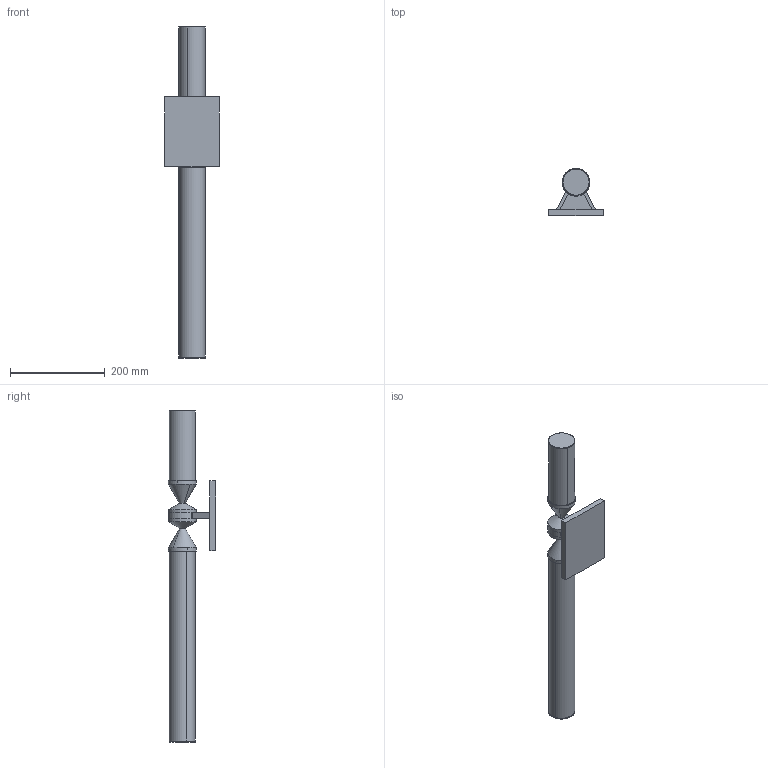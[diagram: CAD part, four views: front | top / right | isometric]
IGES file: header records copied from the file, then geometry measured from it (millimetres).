
Start section: SolidWorks IGES file using analytic representation for surfaces
Global section: file name: CASLS2 - Castle Sconce 02.IGS; native system: SolidWorks 2022; preprocessor: SolidWorks 2022; author: Tyler Hayes; date: 240208.151335; units: inch
Bounding box: 114.3 x 99.19 x 699.77 mm (x, y, z)
Surface area: 168329.1 mm2 (no closed solid volume)
Topology: 0 solids, 0 shells, 71 faces, 1330 edges, 1330 vertices
Faces by surface type: revolution 41, bspline 30
